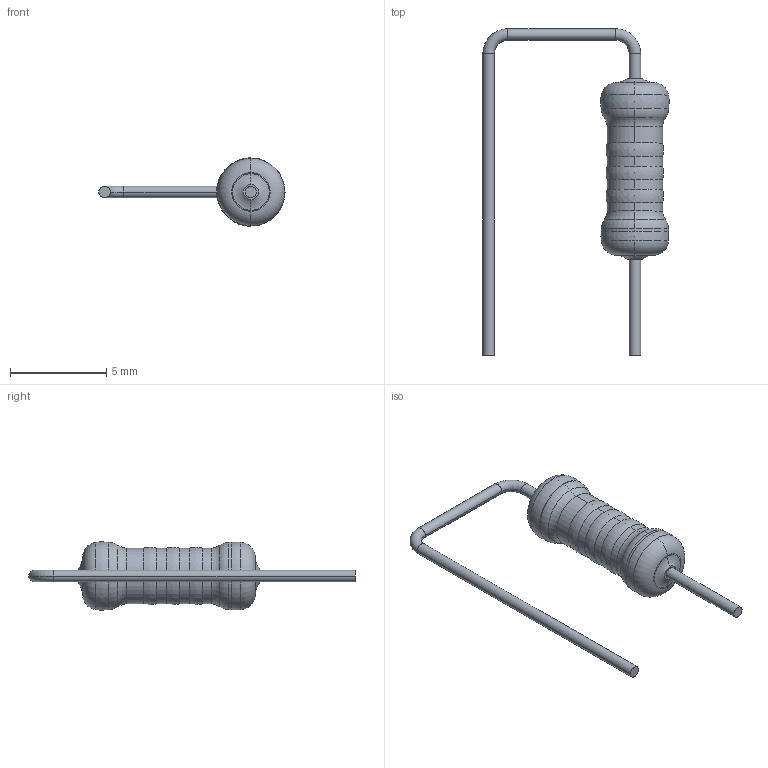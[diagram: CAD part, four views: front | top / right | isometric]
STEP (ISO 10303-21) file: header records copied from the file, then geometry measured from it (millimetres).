
FILE_DESCRIPTION (( 'STEP AP214' ), '1' );
FILE_NAME ('RES_AV_0.5W_300mil_0R_5%.STEP', '2022-06-21T07:08:23', ( '' ), ( '' ), 'SwSTEP 2.0', 'SolidWorks 2020', '' );
FILE_SCHEMA (( 'AUTOMOTIVE_DESIGN' ));
Length unit declared in the file: millimetre
Products named in the file (1): RES_AV_0.5W_300mil_0R_5%
Bounding box: 9.7 x 17 x 3.57 mm (x, y, z)
Volume: 77.8 mm3; surface area: 161.6 mm2
Topology: 1 solids, 1 shells, 56 faces, 155 edges, 95 vertices
Faces by surface type: torus 20, cylinder 20, sphere 10, plane 6
Entity records: 2294 total; most frequent: DIRECTION 354, CARTESIAN_POINT 267, ORIENTED_EDGE 260, AXIS2_PLACEMENT_3D 167, EDGE_CURVE 130, CIRCLE 110, VERTEX_POINT 80, EDGE_LOOP 60
